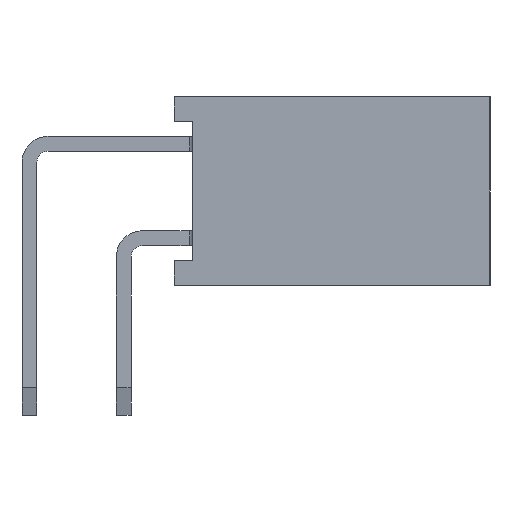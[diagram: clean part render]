
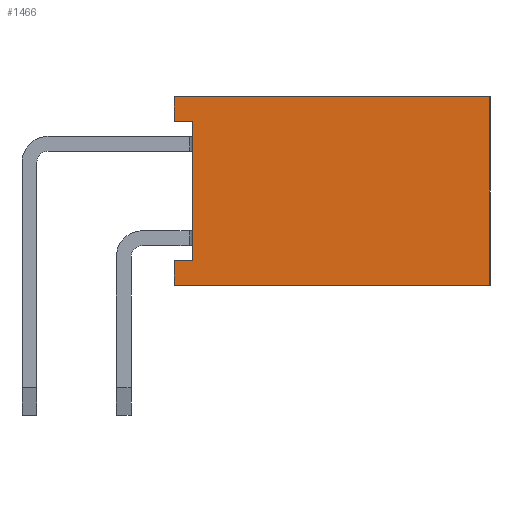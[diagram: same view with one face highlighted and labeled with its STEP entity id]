
A CAD part, left-side view. The second image highlights one B-rep face of the part: STEP entity #1466.
In plain terms, the highlighted planar face has unit normal (-1, 0, 0).
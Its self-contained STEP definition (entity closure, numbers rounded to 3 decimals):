
#1466=ADVANCED_FACE('',(#14866),#14868,.T.);
#14866=FACE_BOUND('',#14867,.T.);
#14867=EDGE_LOOP('',(#25569,#25570,#25571,#25572,#25573,#25574,#25575,#25576));
#14868=PLANE('',#14869);
#14869=AXIS2_PLACEMENT_3D('',#14870,#14871,#14872);
#14870=CARTESIAN_POINT('',(-1.27,-1.36,5.08));
#14871=DIRECTION('',(-1.,0.,0.));
#14872=DIRECTION('',(0.,0.,-1.));
#25569=ORIENTED_EDGE('',*,*,#33553,.T.);
#25570=ORIENTED_EDGE('',*,*,#33554,.T.);
#25571=ORIENTED_EDGE('',*,*,#33555,.T.);
#25572=ORIENTED_EDGE('',*,*,#33556,.F.);
#25573=ORIENTED_EDGE('',*,*,#33557,.F.);
#25574=ORIENTED_EDGE('',*,*,#33558,.T.);
#25575=ORIENTED_EDGE('',*,*,#33559,.T.);
#25576=ORIENTED_EDGE('',*,*,#33197,.T.);
#33197=EDGE_CURVE('',#37717,#37718,#37719,.T.);
#33553=EDGE_CURVE('',#37718,#38285,#38286,.F.);
#33554=EDGE_CURVE('',#38285,#38287,#38288,.T.);
#33555=EDGE_CURVE('',#38287,#38289,#38290,.T.);
#33556=EDGE_CURVE('',#38291,#38289,#38292,.T.);
#33557=EDGE_CURVE('',#38293,#38291,#38294,.T.);
#33558=EDGE_CURVE('',#38293,#38295,#38296,.T.);
#33559=EDGE_CURVE('',#38295,#37717,#38297,.F.);
#37717=VERTEX_POINT('',#45381);
#37718=VERTEX_POINT('',#45382);
#37719=LINE('',#45383,#45384);
#38285=VERTEX_POINT('',#46661);
#38286=LINE('',#46662,#46663);
#38287=VERTEX_POINT('',#46665);
#38288=LINE('',#46666,#46667);
#38289=VERTEX_POINT('',#46669);
#38290=LINE('',#46670,#46671);
#38291=VERTEX_POINT('',#46673);
#38292=LINE('',#46674,#46675);
#38293=VERTEX_POINT('',#46677);
#38294=LINE('',#46678,#46679);
#38295=VERTEX_POINT('',#46681);
#38296=LINE('',#46682,#46683);
#38297=LINE('',#46685,#46686);
#45381=CARTESIAN_POINT('',(-1.27,-1.86,4.41));
#45382=CARTESIAN_POINT('',(-1.27,-1.86,0.67));
#45383=CARTESIAN_POINT('',(-1.27,-1.86,4.41));
#45384=VECTOR('',#45385,1.);
#45385=DIRECTION('',(0.,0.,-1.));
#46661=CARTESIAN_POINT('',(-1.27,-1.36,0.67));
#46662=CARTESIAN_POINT('',(-1.27,-1.36,0.67));
#46663=VECTOR('',#46664,1.);
#46664=DIRECTION('',(0.,-1.,0.));
#46665=CARTESIAN_POINT('',(-1.27,-1.36,0.));
#46666=CARTESIAN_POINT('',(-1.27,-1.36,0.67));
#46667=VECTOR('',#46668,1.);
#46668=DIRECTION('',(0.,0.,-1.));
#46669=CARTESIAN_POINT('',(-1.27,-9.86,0.));
#46670=CARTESIAN_POINT('',(-1.27,-1.36,0.));
#46671=VECTOR('',#46672,1.);
#46672=DIRECTION('',(0.,-1.,0.));
#46673=CARTESIAN_POINT('',(-1.27,-9.86,5.08));
#46674=CARTESIAN_POINT('',(-1.27,-9.86,5.08));
#46675=VECTOR('',#46676,1.);
#46676=DIRECTION('',(0.,0.,-1.));
#46677=CARTESIAN_POINT('',(-1.27,-1.36,5.08));
#46678=CARTESIAN_POINT('',(-1.27,-1.36,5.08));
#46679=VECTOR('',#46680,1.);
#46680=DIRECTION('',(0.,-1.,0.));
#46681=CARTESIAN_POINT('',(-1.27,-1.36,4.41));
#46682=CARTESIAN_POINT('',(-1.27,-1.36,5.08));
#46683=VECTOR('',#46684,1.);
#46684=DIRECTION('',(0.,0.,-1.));
#46685=CARTESIAN_POINT('',(-1.27,-1.86,4.41));
#46686=VECTOR('',#46687,1.);
#46687=DIRECTION('',(0.,1.,0.));
